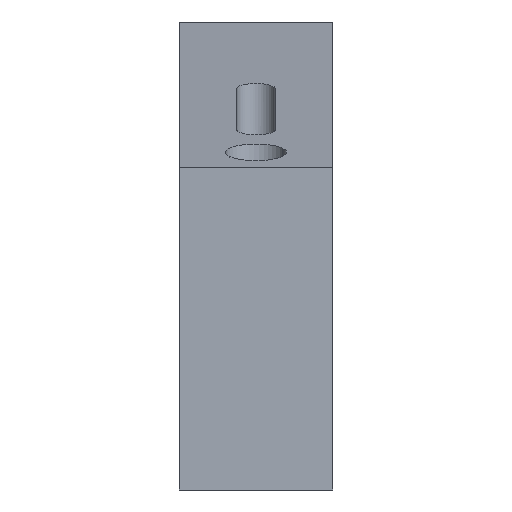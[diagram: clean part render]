
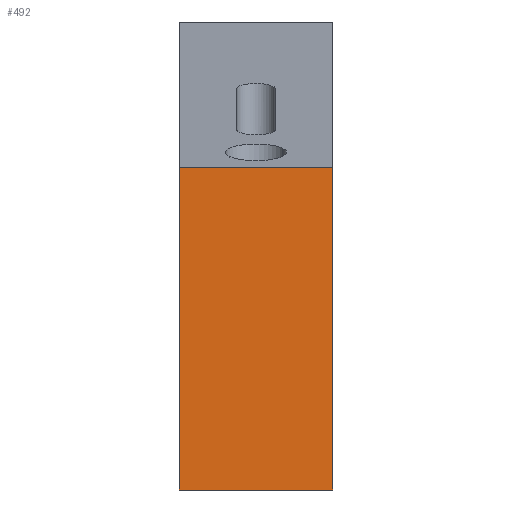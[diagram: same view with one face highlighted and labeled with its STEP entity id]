
A CAD part, front view. The second image highlights one B-rep face of the part: STEP entity #492.
In plain terms, the highlighted planar face has unit normal (0, -1, 0).
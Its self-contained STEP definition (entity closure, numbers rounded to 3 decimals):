
#109=CARTESIAN_POINT('Line Origine',(10.,0.,0.)) ;
#113=CARTESIAN_POINT('Vertex',(0.,0.,0.)) ;
#115=CARTESIAN_POINT('Vertex',(20.,0.,0.)) ;
#182=CARTESIAN_POINT('Line Origine',(0.,0.,21.)) ;
#186=CARTESIAN_POINT('Vertex',(0.,0.,42.)) ;
#435=CARTESIAN_POINT('Vertex',(20.,0.,42.)) ;
#438=CARTESIAN_POINT('Line Origine',(20.,0.,21.)) ;
#476=CARTESIAN_POINT('Axis2P3D Location',(0.,0.,42.)) ;
#481=CARTESIAN_POINT('Line Origine',(10.,0.,42.)) ;
#110=DIRECTION('Vector Direction',(1.,0.,0.)) ;
#183=DIRECTION('Vector Direction',(0.,0.,-1.)) ;
#439=DIRECTION('Vector Direction',(0.,0.,-1.)) ;
#477=DIRECTION('Axis2P3D Direction',(0.,-1.,0.)) ;
#478=DIRECTION('Axis2P3D XDirection',(0.,0.,-1.)) ;
#482=DIRECTION('Vector Direction',(1.,0.,0.)) ;
#479=AXIS2_PLACEMENT_3D('Plane Axis2P3D',#476,#477,#478) ;
#487=ORIENTED_EDGE('',*,*,#485,.F.) ;
#488=ORIENTED_EDGE('',*,*,#188,.T.) ;
#489=ORIENTED_EDGE('',*,*,#117,.T.) ;
#490=ORIENTED_EDGE('',*,*,#442,.F.) ;
#111=VECTOR('Line Direction',#110,1.) ;
#184=VECTOR('Line Direction',#183,1.) ;
#440=VECTOR('Line Direction',#439,1.) ;
#483=VECTOR('Line Direction',#482,1.) ;
#492=ADVANCED_FACE('Corps principal',(#491),#480,.T.) ;
#117=EDGE_CURVE('',#114,#116,#112,.T.) ;
#188=EDGE_CURVE('',#187,#114,#185,.T.) ;
#442=EDGE_CURVE('',#436,#116,#441,.T.) ;
#485=EDGE_CURVE('',#187,#436,#484,.T.) ;
#486=EDGE_LOOP('',(#487,#488,#489,#490)) ;
#491=FACE_OUTER_BOUND('',#486,.T.) ;
#112=LINE('Line',#109,#111) ;
#185=LINE('Line',#182,#184) ;
#441=LINE('Line',#438,#440) ;
#484=LINE('Line',#481,#483) ;
#480=PLANE('Plane',#479) ;
#114=VERTEX_POINT('',#113) ;
#116=VERTEX_POINT('',#115) ;
#187=VERTEX_POINT('',#186) ;
#436=VERTEX_POINT('',#435) ;
